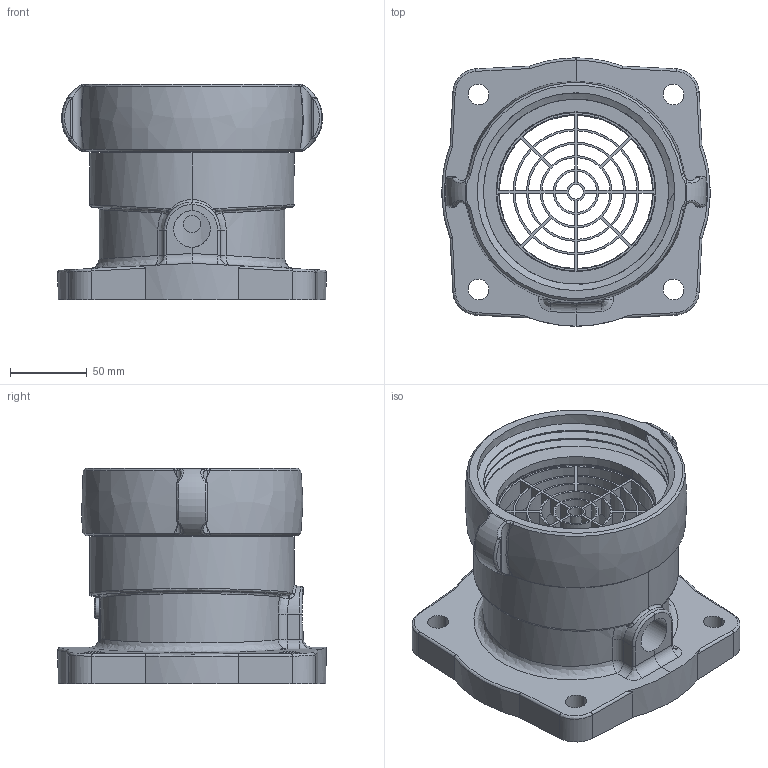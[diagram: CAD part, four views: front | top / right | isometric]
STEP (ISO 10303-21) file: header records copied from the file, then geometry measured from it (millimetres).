
FILE_DESCRIPTION((''),'2;1');
FILE_NAME('78400365','2017-08-25T',('sobrien2'),(''),'CREO PARAMETRIC BY PTC INC, 2015290','CREO PARAMETRIC BY PTC INC, 2015290','');
FILE_SCHEMA(('CONFIG_CONTROL_DESIGN'));
Length unit declared in the file: inch
Products named in the file (1): 78400365
Bounding box: 174.62 x 174.62 x 140.06 mm (x, y, z)
Surface area: 232623.8 mm2 (no closed solid volume)
Topology: 0 solids, 65 shells, 528 faces, 1435 edges, 790 vertices
Faces by surface type: cylinder 149, plane 135, sphere 126, bspline 87, cone 26, torus 5
Entity records: 22737 total; most frequent: CARTESIAN_POINT 11244, ORIENTED_EDGE 2332, DIRECTION 2262, EDGE_CURVE 1198, AXIS2_PLACEMENT_3D 880, VERTEX_POINT 790, EDGE_LOOP 616, FACE_OUTER_BOUND 528
